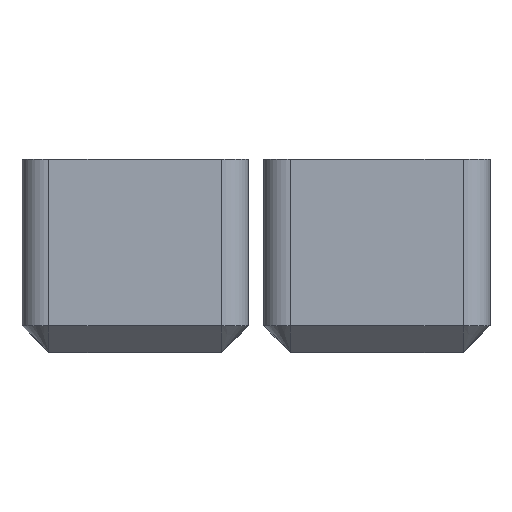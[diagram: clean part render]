
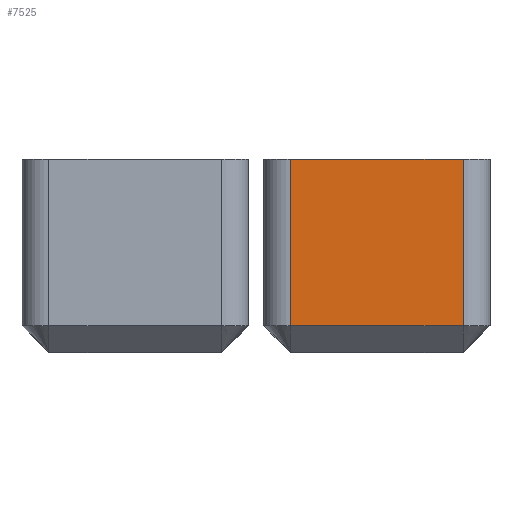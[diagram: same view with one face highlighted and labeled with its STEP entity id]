
A CAD part, left-side view. The second image highlights one B-rep face of the part: STEP entity #7525.
In plain terms, the highlighted planar face has unit normal (-1, 0, 0).
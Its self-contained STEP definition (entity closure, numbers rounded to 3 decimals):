
#1013=FACE_OUTER_BOUND('',#1445,.T.);
#1445=EDGE_LOOP('',(#5787,#5788,#5789,#5790));
#1972=LINE('',#12420,#2612);
#1979=LINE('',#12447,#2619);
#1980=LINE('',#12449,#2620);
#1981=LINE('',#12450,#2621);
#2612=VECTOR('',#9512,1000.);
#2619=VECTOR('',#9537,1000.);
#2620=VECTOR('',#9538,1000.);
#2621=VECTOR('',#9539,1000.);
#3291=VERTEX_POINT('',#12417);
#3292=VERTEX_POINT('',#12419);
#3303=VERTEX_POINT('',#12446);
#3304=VERTEX_POINT('',#12448);
#4185=EDGE_CURVE('',#3292,#3291,#1972,.T.);
#4199=EDGE_CURVE('',#3292,#3303,#1979,.F.);
#4200=EDGE_CURVE('',#3304,#3291,#1980,.T.);
#4201=EDGE_CURVE('',#3303,#3304,#1981,.T.);
#5787=ORIENTED_EDGE('',*,*,#4199,.F.);
#5788=ORIENTED_EDGE('',*,*,#4185,.T.);
#5789=ORIENTED_EDGE('',*,*,#4200,.F.);
#5790=ORIENTED_EDGE('',*,*,#4201,.F.);
#7253=PLANE('',#8192);
#7525=ADVANCED_FACE('',(#1013),#7253,.T.);
#8192=AXIS2_PLACEMENT_3D('',#12445,#9535,#9536);
#9512=DIRECTION('',(0.,1.,0.));
#9535=DIRECTION('center_axis',(-1.,0.,0.));
#9536=DIRECTION('ref_axis',(0.,0.,-1.));
#9537=DIRECTION('',(0.,0.,1.));
#9538=DIRECTION('',(0.,0.,1.));
#9539=DIRECTION('',(0.,1.,0.));
#12417=CARTESIAN_POINT('',(10.342,39.749,15.2));
#12419=CARTESIAN_POINT('',(10.342,33.317,15.2));
#12420=CARTESIAN_POINT('',(10.342,36.533,15.2));
#12445=CARTESIAN_POINT('Origin',(10.342,36.533,8.));
#12446=CARTESIAN_POINT('',(10.342,33.317,9.));
#12447=CARTESIAN_POINT('',(10.342,33.317,8.));
#12448=CARTESIAN_POINT('',(10.342,39.749,9.));
#12449=CARTESIAN_POINT('',(10.342,39.749,15.2));
#12450=CARTESIAN_POINT('',(10.342,36.533,9.));
